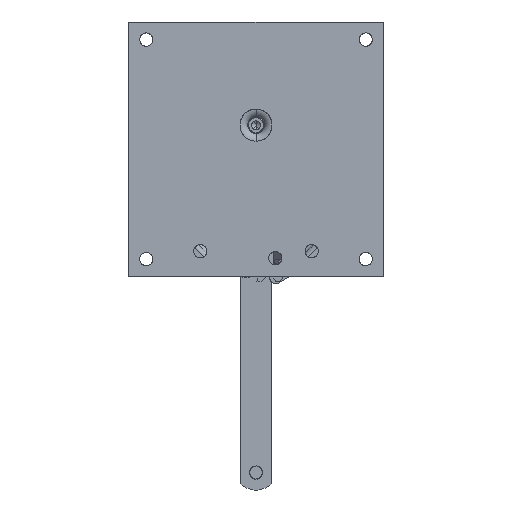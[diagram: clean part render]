
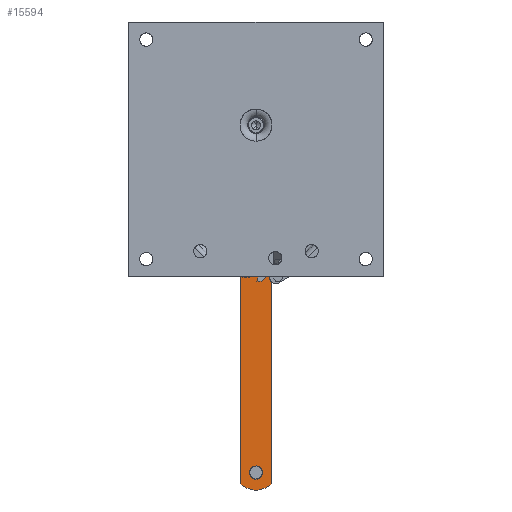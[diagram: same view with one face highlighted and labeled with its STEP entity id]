
A CAD part, front view. The second image highlights one B-rep face of the part: STEP entity #15594.
In plain terms, the highlighted face is planar.
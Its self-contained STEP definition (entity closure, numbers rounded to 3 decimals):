
#15594=ADVANCED_FACE('',(#21437,#21438),#21439,.T.);
#21437=FACE_OUTER_BOUND('',#24756,.T.);
#21438=FACE_BOUND('',#24757,.T.);
#21439=PLANE('',#24758);
#24756=EDGE_LOOP('',(#29600,#29601,#29602,#29603));
#24757=EDGE_LOOP('',(#29604));
#24758=AXIS2_PLACEMENT_3D('',#29605,#29606,#29607);
#29600=ORIENTED_EDGE('',*,*,#45201,.T.);
#29601=ORIENTED_EDGE('',*,*,#45202,.T.);
#29602=ORIENTED_EDGE('',*,*,#45203,.T.);
#29603=ORIENTED_EDGE('',*,*,#45204,.F.);
#29604=ORIENTED_EDGE('',*,*,#45205,.F.);
#29605=CARTESIAN_POINT('',(-20.973,4.808,-24.181));
#29606=DIRECTION('',(-1.,0.,0.));
#29607=DIRECTION('',(0.,0.,1.));
#45201=EDGE_CURVE('',#57247,#57248,#57249,.T.);
#45202=EDGE_CURVE('',#57248,#57250,#57251,.T.);
#45203=EDGE_CURVE('',#57250,#57252,#57253,.T.);
#45204=EDGE_CURVE('',#57247,#57252,#57254,.T.);
#45205=EDGE_CURVE('',#57255,#57255,#57256,.T.);
#57247=VERTEX_POINT('',#80164);
#57248=VERTEX_POINT('',#80165);
#57249=CIRCLE('',#80166,25.);
#57250=VERTEX_POINT('',#80167);
#57251=LINE('',#80168,#80169);
#57252=VERTEX_POINT('',#80170);
#57253=CIRCLE('',#80171,25.);
#57254=LINE('',#80172,#80173);
#57255=VERTEX_POINT('',#80174);
#57256=CIRCLE('',#80175,7.5);
#80164=CARTESIAN_POINT('',(-20.973,-17.5,262.854));
#80165=CARTESIAN_POINT('',(-20.973,17.5,262.854));
#80166=AXIS2_PLACEMENT_3D('',#131384,#131385,#131386);
#80167=CARTESIAN_POINT('',(-20.973,17.5,17.854));
#80168=CARTESIAN_POINT('',(-20.973,17.5,0.));
#80169=VECTOR('',#131387,1.);
#80170=CARTESIAN_POINT('',(-20.973,-17.5,17.854));
#80171=AXIS2_PLACEMENT_3D('',#131388,#131389,#131390);
#80172=CARTESIAN_POINT('',(-20.973,-17.5,0.));
#80173=VECTOR('',#131391,1.);
#80174=CARTESIAN_POINT('',(-20.973,-7.5,250.));
#80175=AXIS2_PLACEMENT_3D('',#131392,#131393,#131394);
#131384=CARTESIAN_POINT('',(-20.973,0.,245.));
#131385=DIRECTION('',(-1.,0.,0.));
#131386=DIRECTION('',(0.,-1.,0.));
#131387=DIRECTION('',(0.,0.,-1.));
#131388=CARTESIAN_POINT('',(-20.973,0.,0.));
#131389=DIRECTION('',(1.,0.,0.));
#131390=DIRECTION('',(0.,1.,0.));
#131391=DIRECTION('',(0.,0.,-1.));
#131392=CARTESIAN_POINT('',(-20.973,0.,250.));
#131393=DIRECTION('',(-1.,0.,0.));
#131394=DIRECTION('',(0.,-1.,0.));
